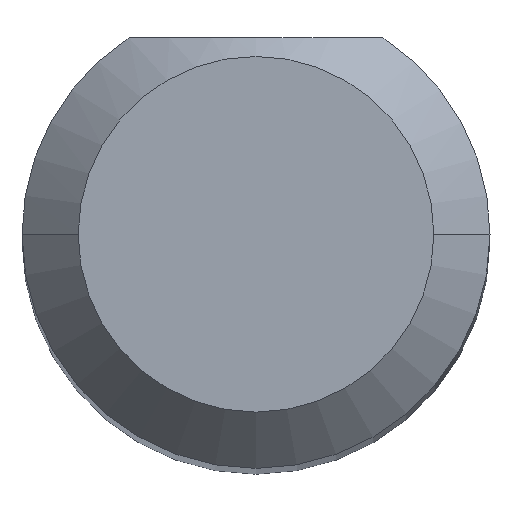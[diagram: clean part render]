
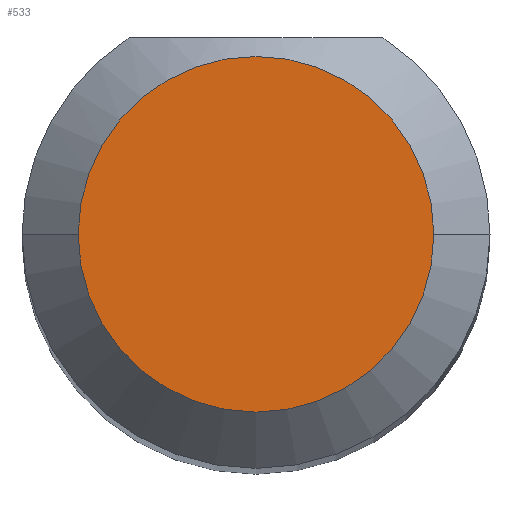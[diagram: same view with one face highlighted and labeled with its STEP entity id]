
A CAD part, top view. The second image highlights one B-rep face of the part: STEP entity #533.
In plain terms, the highlighted planar face has unit normal (0, 0, 1).
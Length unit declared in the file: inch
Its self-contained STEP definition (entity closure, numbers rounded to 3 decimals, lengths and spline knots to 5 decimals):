
#14 = AXIS2_PLACEMENT_3D ( 'NONE', #112, #743, #455 ) ;
#84 = CIRCLE ( 'NONE', #687, 0.0475 ) ;
#85 = CARTESIAN_POINT ( 'NONE',  ( -0.0475, 0., 1.5 ) ) ;
#112 = CARTESIAN_POINT ( 'NONE',  ( 0., 0., 1.5 ) ) ;
#163 = DIRECTION ( 'NONE',  ( 1., 0., 0. ) ) ;
#256 = DIRECTION ( 'NONE',  ( 0., 0., 1. ) ) ;
#257 = CIRCLE ( 'NONE', #14, 0.0475 ) ;
#329 = PLANE ( 'NONE',  #482 ) ;
#361 = CARTESIAN_POINT ( 'NONE',  ( 0.0475, 0., 1.5 ) ) ;
#435 = DIRECTION ( 'NONE',  ( 1., 0., 0. ) ) ;
#440 = CARTESIAN_POINT ( 'NONE',  ( 0., 0., 1.5 ) ) ;
#455 = DIRECTION ( 'NONE',  ( 1., 0., 0. ) ) ;
#482 = AXIS2_PLACEMENT_3D ( 'NONE', #1029, #256, #163 ) ;
#533 = ADVANCED_FACE ( 'NONE', ( #942 ), #329, .T. ) ;
#566 = ORIENTED_EDGE ( 'NONE', *, *, #569, .T. ) ;
#569 = EDGE_CURVE ( 'NONE', #780, #1048, #84, .T. ) ;
#687 = AXIS2_PLACEMENT_3D ( 'NONE', #440, #973, #435 ) ;
#743 = DIRECTION ( 'NONE',  ( 0., 0., 1. ) ) ;
#780 = VERTEX_POINT ( 'NONE', #361 ) ;
#810 = EDGE_CURVE ( 'NONE', #1048, #780, #257, .T. ) ;
#942 = FACE_OUTER_BOUND ( 'NONE', #946, .T. ) ;
#946 = EDGE_LOOP ( 'NONE', ( #1117, #566 ) ) ;
#973 = DIRECTION ( 'NONE',  ( 0., 0., 1. ) ) ;
#1029 = CARTESIAN_POINT ( 'NONE',  ( 0., 0., 1.5 ) ) ;
#1048 = VERTEX_POINT ( 'NONE', #85 ) ;
#1117 = ORIENTED_EDGE ( 'NONE', *, *, #810, .T. ) ;
